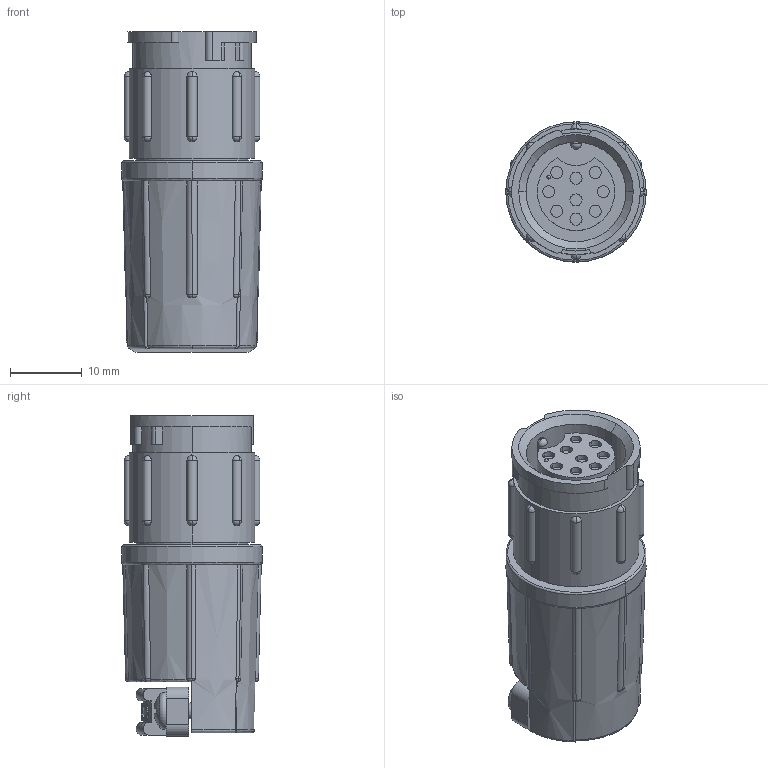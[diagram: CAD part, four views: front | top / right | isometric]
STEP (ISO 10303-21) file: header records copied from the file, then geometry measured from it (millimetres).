
FILE_DESCRIPTION (( 'STEP AP203' ), '1' );
FILE_NAME ('5280-9SG-530.STEP', '2012-11-15T17:17:32', ( '21FPBF1' ), ( 'Conxall' ), 'SwSTEP 2.0', 'SolidWorks 2012', '' );
FILE_SCHEMA (( 'CONFIG_CONTROL_DESIGN' ));
Length unit declared in the file: inch
Products named in the file (1): 5280-9SG-530
Bounding box: 19.56 x 19.56 x 44.73 mm (x, y, z)
Volume: 9848.8 mm3; surface area: 4526.6 mm2
Topology: 1 solids, 1 shells, 314 faces, 878 edges, 562 vertices
Faces by surface type: plane 119, cylinder 84, sphere 38, torus 32, cone 21, bspline 20
Entity records: 11047 total; most frequent: CARTESIAN_POINT 3540, ORIENTED_EDGE 1618, DIRECTION 1511, EDGE_CURVE 809, AXIS2_PLACEMENT_3D 627, VERTEX_POINT 527, EDGE_LOOP 346, CIRCLE 332
